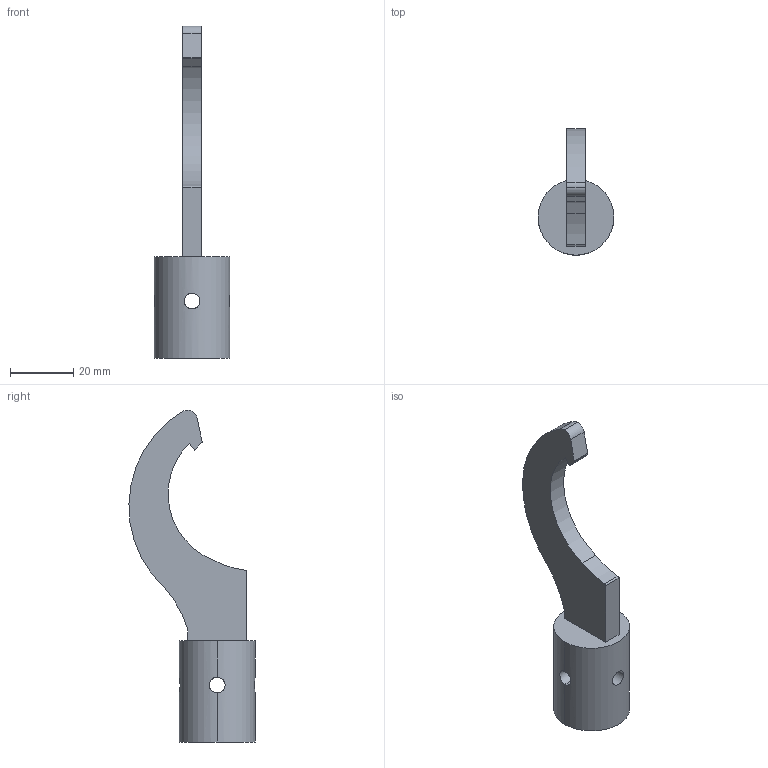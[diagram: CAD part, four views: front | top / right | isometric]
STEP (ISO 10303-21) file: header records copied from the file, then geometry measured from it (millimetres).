
FILE_DESCRIPTION (( 'STEP AP203' ), '1' );
FILE_NAME ('STP-5281-691-075-0.STEP', '2022-07-25T08:38:00', ( '' ), ( '' ), 'SwSTEP 2.0', 'SolidWorks 2017', '' );
FILE_SCHEMA (( 'CONFIG_CONTROL_DESIGN' ));
Length unit declared in the file: millimetre
Products named in the file (1): STP-5281-691-075-0
Bounding box: 24 x 39.91 x 105 mm (x, y, z)
Volume: 16241.2 mm3; surface area: 8138.5 mm2
Topology: 1 solids, 1 shells, 30 faces, 82 edges, 52 vertices
Faces by surface type: cylinder 20, plane 10
Entity records: 1487 total; most frequent: CARTESIAN_POINT 645, ORIENTED_EDGE 164, DIRECTION 152, EDGE_CURVE 82, AXIS2_PLACEMENT_3D 55, VERTEX_POINT 52, VECTOR 42, LINE 42
